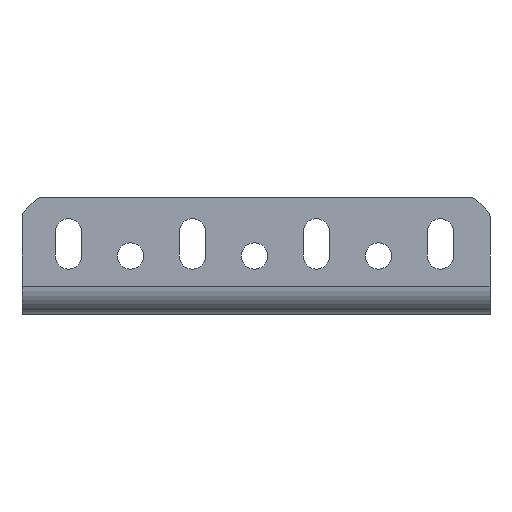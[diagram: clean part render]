
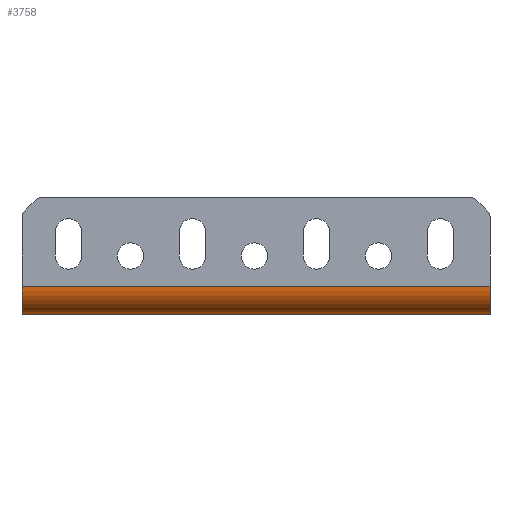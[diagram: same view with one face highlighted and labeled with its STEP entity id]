
A CAD part, front view. The second image highlights one B-rep face of the part: STEP entity #3758.
In plain terms, the highlighted cylindrical face has radius 3.587 mm (diameter 7.175 mm), a partial arc.
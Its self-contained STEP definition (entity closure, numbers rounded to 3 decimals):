
#52 = VERTEX_POINT ( 'NONE', #3587 ) ;
#204 = ORIENTED_EDGE ( 'NONE', *, *, #2307, .F. ) ;
#404 = VERTEX_POINT ( 'NONE', #2439 ) ;
#477 = CARTESIAN_POINT ( 'NONE',  ( 30.2, -19.413, -2. ) ) ;
#588 = AXIS2_PLACEMENT_3D ( 'NONE', #3185, #2479, #4195 ) ;
#615 = ORIENTED_EDGE ( 'NONE', *, *, #3176, .T. ) ;
#794 = AXIS2_PLACEMENT_3D ( 'NONE', #2037, #2382, #2740 ) ;
#1271 = AXIS2_PLACEMENT_3D ( 'NONE', #1665, #4070, #4445 ) ;
#1286 = LINE ( 'NONE', #1995, #1887 ) ;
#1665 = CARTESIAN_POINT ( 'NONE',  ( 30.2, -19.413, 1.588 ) ) ;
#1676 = LINE ( 'NONE', #4421, #1892 ) ;
#1887 = VECTOR ( 'NONE', #2484, 1000. ) ;
#1892 = VECTOR ( 'NONE', #2713, 1000. ) ;
#1995 = CARTESIAN_POINT ( 'NONE',  ( 30.2, -19.413, -2. ) ) ;
#2037 = CARTESIAN_POINT ( 'NONE',  ( 30.2, -19.413, 1.588 ) ) ;
#2307 = EDGE_CURVE ( 'NONE', #404, #52, #2386, .T. ) ;
#2311 = CARTESIAN_POINT ( 'NONE',  ( 30.2, -23., 1.587 ) ) ;
#2382 = DIRECTION ( 'NONE',  ( 1., 0., 0. ) ) ;
#2386 = CIRCLE ( 'NONE', #588, 3.587 ) ;
#2439 = CARTESIAN_POINT ( 'NONE',  ( -30.2, -19.412, -2. ) ) ;
#2479 = DIRECTION ( 'NONE',  ( -1., 0., 0. ) ) ;
#2484 = DIRECTION ( 'NONE',  ( -1., 0., 0. ) ) ;
#2713 = DIRECTION ( 'NONE',  ( -1., 0., 0. ) ) ;
#2740 = DIRECTION ( 'NONE',  ( 0., 0., -1. ) ) ;
#3030 = VERTEX_POINT ( 'NONE', #2311 ) ;
#3152 = ORIENTED_EDGE ( 'NONE', *, *, #3803, .F. ) ;
#3176 = EDGE_CURVE ( 'NONE', #3030, #52, #1676, .T. ) ;
#3185 = CARTESIAN_POINT ( 'NONE',  ( -30.2, -19.413, 1.588 ) ) ;
#3205 = FACE_OUTER_BOUND ( 'NONE', #4074, .T. ) ;
#3587 = CARTESIAN_POINT ( 'NONE',  ( -30.2, -23., 1.587 ) ) ;
#3758 = ADVANCED_FACE ( 'NONE', ( #3205 ), #4015, .T. ) ;
#3803 = EDGE_CURVE ( 'NONE', #3030, #4464, #4127, .T. ) ;
#4015 = CYLINDRICAL_SURFACE ( 'NONE', #1271, 3.588 ) ;
#4070 = DIRECTION ( 'NONE',  ( 1., 0., 0. ) ) ;
#4074 = EDGE_LOOP ( 'NONE', ( #4489, #3152, #615, #204 ) ) ;
#4127 = CIRCLE ( 'NONE', #794, 3.587 ) ;
#4195 = DIRECTION ( 'NONE',  ( 0., 0., -1. ) ) ;
#4309 = EDGE_CURVE ( 'NONE', #4464, #404, #1286, .T. ) ;
#4421 = CARTESIAN_POINT ( 'NONE',  ( -30.2, -23., 1.587 ) ) ;
#4445 = DIRECTION ( 'NONE',  ( 0., -1., 0. ) ) ;
#4464 = VERTEX_POINT ( 'NONE', #477 ) ;
#4489 = ORIENTED_EDGE ( 'NONE', *, *, #4309, .F. ) ;
